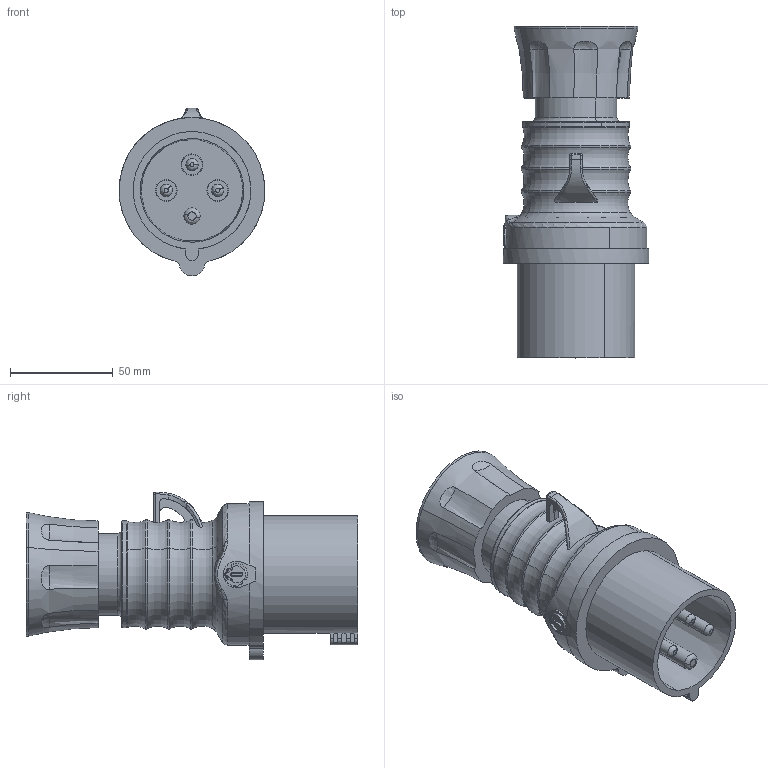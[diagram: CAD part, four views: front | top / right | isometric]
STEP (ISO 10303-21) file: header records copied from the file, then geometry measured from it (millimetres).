
FILE_DESCRIPTION((''),'2;1');
FILE_NAME('GW60019H_SW0001','2020-09-22T12:54:27',('User'),('Axiro Italia'),'CREO PARAMETRIC BY PTC INC, 2020074','CREO PARAMETRIC BY PTC INC, 2020074','');
FILE_SCHEMA(('CONFIG_CONTROL_DESIGN'));
Length unit declared in the file: millimetre
Products named in the file (1): GW60019H_SW0001
Bounding box: 70.98 x 161.5 x 81.58 mm (x, y, z)
Volume: 303258.1 mm3; surface area: 51663.9 mm2
Topology: 1 solids, 1 shells, 260 faces, 682 edges, 437 vertices
Faces by surface type: plane 95, bspline 53, cylinder 46, cone 38, torus 28
Entity records: 12320 total; most frequent: CARTESIAN_POINT 6269, ORIENTED_EDGE 1360, DIRECTION 1119, EDGE_CURVE 680, AXIS2_PLACEMENT_3D 450, VERTEX_POINT 437, EDGE_LOOP 277, FACE_OUTER_BOUND 260
